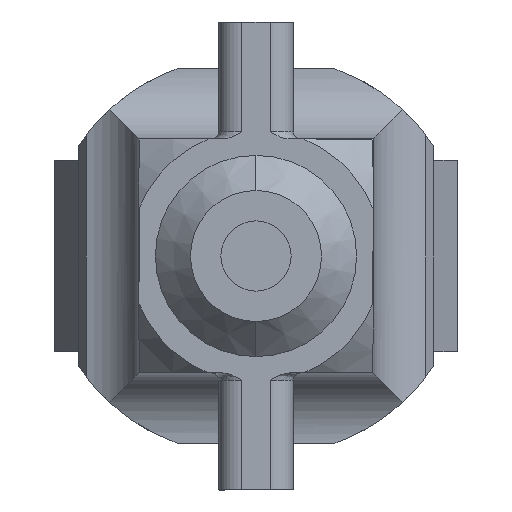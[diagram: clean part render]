
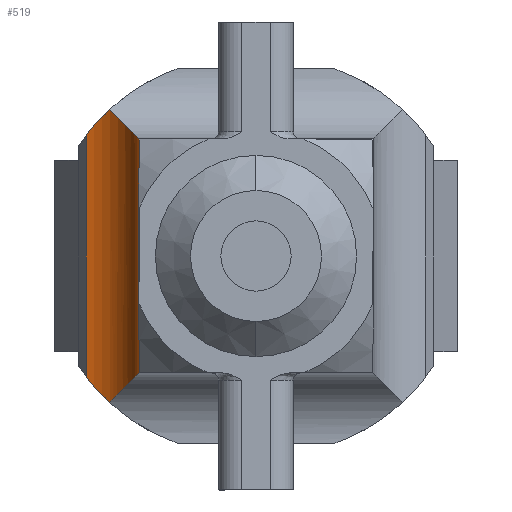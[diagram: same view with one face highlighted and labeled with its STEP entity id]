
A CAD part, front view. The second image highlights one B-rep face of the part: STEP entity #519.
In plain terms, the highlighted cylindrical face has radius 3 mm (diameter 6 mm), a partial arc.
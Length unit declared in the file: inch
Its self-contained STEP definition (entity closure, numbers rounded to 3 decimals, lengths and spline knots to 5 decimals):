
#83 = CARTESIAN_POINT ( 'NONE',  ( -0.24627, 2.16104, 0.24627 ) ) ;
#87 = CARTESIAN_POINT ( 'NONE',  ( -0.25966, 2.17061, 0.23395 ) ) ;
#108 = CARTESIAN_POINT ( 'NONE',  ( -0.2729, 2.17606, 0.21973 ) ) ;
#115 = CARTESIAN_POINT ( 'NONE',  ( -0.2852, 2.17926, 0.20369 ) ) ;
#200 = EDGE_LOOP ( 'NONE', ( #1106, #1110, #1156, #1150, #1120, #1124 ) ) ;
#202 = CARTESIAN_POINT ( 'NONE',  ( -0.19685, 2.06496, 0.19685 ) ) ;
#207 = CARTESIAN_POINT ( 'NONE',  ( -0.19685, 2.10385, 0.19685 ) ) ;
#216 = B_SPLINE_CURVE_WITH_KNOTS ( 'NONE', 3,
 ( #115, #108, #87, #83 ),
 .UNSPECIFIED., .F., .F.,
 ( 4, 4 ),
 ( 0., 0.00154 ),
 .UNSPECIFIED. ) ;
#220 = CARTESIAN_POINT ( 'NONE',  ( -0.24627, 2.16104, 0.24627 ) ) ;
#268 = CARTESIAN_POINT ( 'NONE',  ( -0.21464, 2.13843, 0.21464 ) ) ;
#275 =( BOUNDED_CURVE ( )  B_SPLINE_CURVE ( 3, ( #821, #838, #797, #795 ),
 .UNSPECIFIED., .F., .T. ) 
 B_SPLINE_CURVE_WITH_KNOTS ( ( 4, 4 ),
 ( 3.14159, 4.0917 ),
 .UNSPECIFIED. ) 
 CURVE ( )  GEOMETRIC_REPRESENTATION_ITEM ( )  RATIONAL_B_SPLINE_CURVE ( ( 1., 0.926, 0.926, 1. ) ) 
 REPRESENTATION_ITEM ( '' )  );
#316 = CARTESIAN_POINT ( 'NONE',  ( -0.2852, 2.17926, -0.20369 ) ) ;
#334 = CARTESIAN_POINT ( 'NONE',  ( -0.24627, 2.16104, -0.24627 ) ) ;
#336 = CARTESIAN_POINT ( 'NONE',  ( -0.25966, 2.17061, -0.23395 ) ) ;
#339 = CARTESIAN_POINT ( 'NONE',  ( -0.2729, 2.17606, -0.21973 ) ) ;
#519 = ADVANCED_FACE ( 'NONE', ( #2373 ), #2367, .F. ) ;
#661 =( BOUNDED_CURVE ( )  B_SPLINE_CURVE ( 3, ( #220, #268, #207, #202 ),
 .UNSPECIFIED., .F., .T. ) 
 B_SPLINE_CURVE_WITH_KNOTS ( ( 4, 4 ),
 ( 2.19149, 3.14159 ),
 .UNSPECIFIED. ) 
 CURVE ( )  GEOMETRIC_REPRESENTATION_ITEM ( )  RATIONAL_B_SPLINE_CURVE ( ( 1., 0.926, 0.926, 1. ) ) 
 REPRESENTATION_ITEM ( '' )  );
#795 = CARTESIAN_POINT ( 'NONE',  ( -0.24627, 2.16104, -0.24627 ) ) ;
#797 = CARTESIAN_POINT ( 'NONE',  ( -0.21464, 2.13843, -0.21464 ) ) ;
#821 = CARTESIAN_POINT ( 'NONE',  ( -0.19685, 2.06496, -0.19685 ) ) ;
#831 = DIRECTION ( 'NONE',  ( 0., 0., 1. ) ) ;
#838 = CARTESIAN_POINT ( 'NONE',  ( -0.19685, 2.10385, -0.19685 ) ) ;
#845 = B_SPLINE_CURVE_WITH_KNOTS ( 'NONE', 3,
 ( #334, #336, #339, #316 ),
 .UNSPECIFIED., .F., .F.,
 ( 4, 4 ),
 ( 0., 0.00154 ),
 .UNSPECIFIED. ) ;
#850 = CARTESIAN_POINT ( 'NONE',  ( -0.2852, 2.17926, 0. ) ) ;
#902 = VERTEX_POINT ( 'NONE', #1064 ) ;
#938 = CARTESIAN_POINT ( 'NONE',  ( -0.19685, 2.06496, 0.19685 ) ) ;
#939 = VERTEX_POINT ( 'NONE', #1012 ) ;
#946 = CARTESIAN_POINT ( 'NONE',  ( -0.24627, 2.16104, -0.24627 ) ) ;
#970 = VERTEX_POINT ( 'NONE', #1004 ) ;
#971 = VERTEX_POINT ( 'NONE', #981 ) ;
#979 = VERTEX_POINT ( 'NONE', #946 ) ;
#981 = CARTESIAN_POINT ( 'NONE',  ( -0.2852, 2.17926, -0.20369 ) ) ;
#1004 = CARTESIAN_POINT ( 'NONE',  ( -0.24627, 2.16104, 0.24627 ) ) ;
#1010 = VERTEX_POINT ( 'NONE', #938 ) ;
#1012 = CARTESIAN_POINT ( 'NONE',  ( -0.2852, 2.17926, 0.20369 ) ) ;
#1064 = CARTESIAN_POINT ( 'NONE',  ( -0.19685, 2.06496, -0.19685 ) ) ;
#1106 = ORIENTED_EDGE ( 'NONE', *, *, #1981, .F. ) ;
#1110 = ORIENTED_EDGE ( 'NONE', *, *, #2065, .F. ) ;
#1120 = ORIENTED_EDGE ( 'NONE', *, *, #2016, .F. ) ;
#1124 = ORIENTED_EDGE ( 'NONE', *, *, #2059, .F. ) ;
#1150 = ORIENTED_EDGE ( 'NONE', *, *, #2130, .F. ) ;
#1156 = ORIENTED_EDGE ( 'NONE', *, *, #2173, .F. ) ;
#1774 = AXIS2_PLACEMENT_3D ( 'NONE', #1839, #1833, #1853 ) ;
#1784 = VECTOR ( 'NONE', #2225, 39.37008 ) ;
#1791 = LINE ( 'NONE', #2194, #1784 ) ;
#1833 = DIRECTION ( 'NONE',  ( 0., 0., -1. ) ) ;
#1839 = CARTESIAN_POINT ( 'NONE',  ( -0.31496, 2.06496, 0. ) ) ;
#1853 = DIRECTION ( 'NONE',  ( -1., 0., 0. ) ) ;
#1950 = VECTOR ( 'NONE', #831, 39.37008 ) ;
#1956 = LINE ( 'NONE', #850, #1950 ) ;
#1981 = EDGE_CURVE ( 'NONE', #979, #971, #845, .T. ) ;
#2016 = EDGE_CURVE ( 'NONE', #939, #970, #216, .T. ) ;
#2059 = EDGE_CURVE ( 'NONE', #971, #939, #1956, .T. ) ;
#2065 = EDGE_CURVE ( 'NONE', #902, #979, #275, .T. ) ;
#2130 = EDGE_CURVE ( 'NONE', #970, #1010, #661, .T. ) ;
#2173 = EDGE_CURVE ( 'NONE', #1010, #902, #1791, .T. ) ;
#2194 = CARTESIAN_POINT ( 'NONE',  ( -0.19685, 2.06496, 0. ) ) ;
#2225 = DIRECTION ( 'NONE',  ( 0., 0., -1. ) ) ;
#2367 = CYLINDRICAL_SURFACE ( 'NONE', #1774, 0.11811 ) ;
#2373 = FACE_OUTER_BOUND ( 'NONE', #200, .T. ) ;
